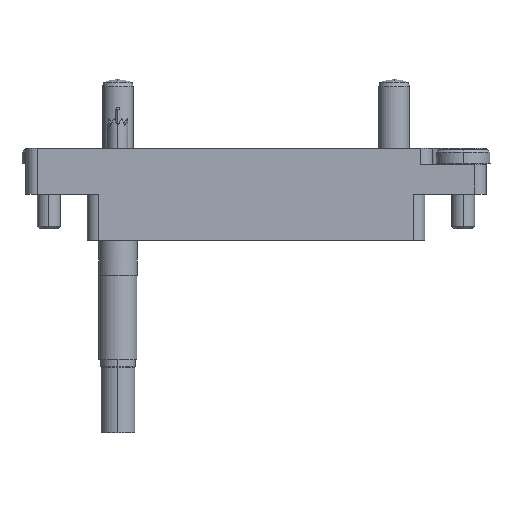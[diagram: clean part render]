
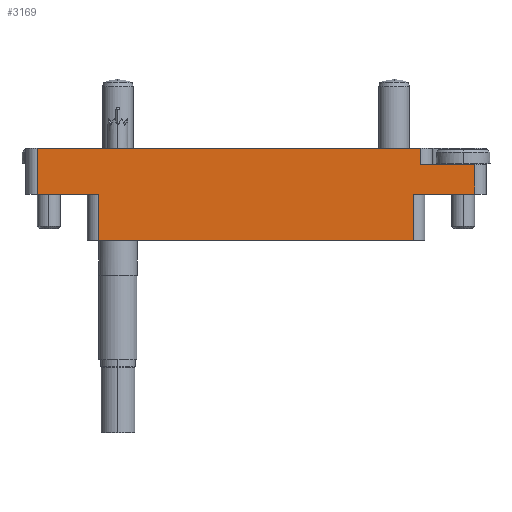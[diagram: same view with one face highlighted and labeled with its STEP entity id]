
A CAD part, left-side view. The second image highlights one B-rep face of the part: STEP entity #3169.
In plain terms, the highlighted face is planar.
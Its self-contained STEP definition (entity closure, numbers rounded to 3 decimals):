
#573 = CARTESIAN_POINT ( 'NONE',  ( -20.5, -6., 14.35 ) ) ;
#1244 = VECTOR ( 'NONE', #8519, 1000. ) ;
#1837 = VERTEX_POINT ( 'NONE', #573 ) ;
#3169 = ADVANCED_FACE ( 'NONE', ( #17253 ), #13697, .F. ) ;
#3464 = EDGE_CURVE ( 'NONE', #11174, #25468, #19964, .T. ) ;
#3517 = VECTOR ( 'NONE', #22722, 1000. ) ;
#3628 = LINE ( 'NONE', #25694, #23310 ) ;
#3679 = ORIENTED_EDGE ( 'NONE', *, *, #20050, .F. ) ;
#4513 = EDGE_CURVE ( 'NONE', #25571, #6811, #13287, .T. ) ;
#4681 = LINE ( 'NONE', #22511, #1244 ) ;
#4772 = EDGE_CURVE ( 'NONE', #18928, #25220, #4681, .T. ) ;
#5156 = LINE ( 'NONE', #21642, #24716 ) ;
#5266 = DIRECTION ( 'NONE',  ( -1., 0., 0. ) ) ;
#5411 = LINE ( 'NONE', #17274, #18776 ) ;
#5652 = DIRECTION ( 'NONE',  ( 0., 0., -1. ) ) ;
#6376 = CARTESIAN_POINT ( 'NONE',  ( 28.5, 0., 14.35 ) ) ;
#6404 = ORIENTED_EDGE ( 'NONE', *, *, #3464, .T. ) ;
#6604 = LINE ( 'NONE', #14647, #18619 ) ;
#6811 = VERTEX_POINT ( 'NONE', #10064 ) ;
#6862 = CARTESIAN_POINT ( 'NONE',  ( 21.5, 0., 14.35 ) ) ;
#7337 = ORIENTED_EDGE ( 'NONE', *, *, #23841, .F. ) ;
#7345 = CARTESIAN_POINT ( 'NONE',  ( 20.5, 0., 14.35 ) ) ;
#7395 = DIRECTION ( 'NONE',  ( -1., 0., 0. ) ) ;
#7760 = ORIENTED_EDGE ( 'NONE', *, *, #11473, .F. ) ;
#8078 = CARTESIAN_POINT ( 'NONE',  ( 20.5, -6., 14.35 ) ) ;
#8100 = ORIENTED_EDGE ( 'NONE', *, *, #4513, .T. ) ;
#8259 = VECTOR ( 'NONE', #22868, 1000. ) ;
#8519 = DIRECTION ( 'NONE',  ( 0., 1., 0. ) ) ;
#8669 = ORIENTED_EDGE ( 'NONE', *, *, #4772, .T. ) ;
#8903 = VERTEX_POINT ( 'NONE', #19948 ) ;
#9334 = CARTESIAN_POINT ( 'NONE',  ( 20.5, 0., 14.35 ) ) ;
#9717 = DIRECTION ( 'NONE',  ( 0., -1., 0. ) ) ;
#10064 = CARTESIAN_POINT ( 'NONE',  ( -28.5, 0., 14.35 ) ) ;
#10503 = CARTESIAN_POINT ( 'NONE',  ( -28.5, 6., 14.35 ) ) ;
#11174 = VERTEX_POINT ( 'NONE', #8078 ) ;
#11326 = VERTEX_POINT ( 'NONE', #20996 ) ;
#11378 = VECTOR ( 'NONE', #9717, 1000. ) ;
#11428 = EDGE_CURVE ( 'NONE', #11174, #1837, #5156, .T. ) ;
#11473 = EDGE_CURVE ( 'NONE', #25571, #11326, #5411, .T. ) ;
#11697 = CARTESIAN_POINT ( 'NONE',  ( 30., 0., 14.35 ) ) ;
#12262 = ORIENTED_EDGE ( 'NONE', *, *, #11428, .F. ) ;
#12984 = AXIS2_PLACEMENT_3D ( 'NONE', #23225, #5652, #5266 ) ;
#13287 = LINE ( 'NONE', #23584, #11378 ) ;
#13697 = PLANE ( 'NONE',  #12984 ) ;
#14647 = CARTESIAN_POINT ( 'NONE',  ( -20.5, 0., 14.35 ) ) ;
#14653 = LINE ( 'NONE', #6862, #3517 ) ;
#14771 = EDGE_CURVE ( 'NONE', #15968, #1837, #6604, .T. ) ;
#14864 = CARTESIAN_POINT ( 'NONE',  ( 28.5, 3.9, 14.35 ) ) ;
#15110 = VECTOR ( 'NONE', #21859, 1000. ) ;
#15553 = DIRECTION ( 'NONE',  ( 1., 0., 0. ) ) ;
#15832 = EDGE_CURVE ( 'NONE', #8903, #11326, #14653, .T. ) ;
#15968 = VERTEX_POINT ( 'NONE', #23512 ) ;
#15986 = ORIENTED_EDGE ( 'NONE', *, *, #14771, .T. ) ;
#17253 = FACE_OUTER_BOUND ( 'NONE', #25273, .T. ) ;
#17274 = CARTESIAN_POINT ( 'NONE',  ( -30., 6., 14.35 ) ) ;
#18619 = VECTOR ( 'NONE', #20328, 1000. ) ;
#18761 = CARTESIAN_POINT ( 'NONE',  ( 30., 0., 14.35 ) ) ;
#18776 = VECTOR ( 'NONE', #15553, 1000. ) ;
#18928 = VERTEX_POINT ( 'NONE', #6376 ) ;
#19352 = DIRECTION ( 'NONE',  ( 0., 1., 0. ) ) ;
#19478 = DIRECTION ( 'NONE',  ( 1., 0., 0. ) ) ;
#19948 = CARTESIAN_POINT ( 'NONE',  ( 21.5, 3.9, 14.35 ) ) ;
#19964 = LINE ( 'NONE', #7345, #24392 ) ;
#20050 = EDGE_CURVE ( 'NONE', #18928, #25468, #22606, .T. ) ;
#20328 = DIRECTION ( 'NONE',  ( 0., -1., 0. ) ) ;
#20996 = CARTESIAN_POINT ( 'NONE',  ( 21.5, 6., 14.35 ) ) ;
#21251 = LINE ( 'NONE', #11697, #15110 ) ;
#21642 = CARTESIAN_POINT ( 'NONE',  ( -22., -6., 14.35 ) ) ;
#21859 = DIRECTION ( 'NONE',  ( -1., 0., 0. ) ) ;
#22511 = CARTESIAN_POINT ( 'NONE',  ( 28.5, 3.9, 14.35 ) ) ;
#22606 = LINE ( 'NONE', #18761, #8259 ) ;
#22722 = DIRECTION ( 'NONE',  ( 0., 1., 0. ) ) ;
#22868 = DIRECTION ( 'NONE',  ( -1., 0., 0. ) ) ;
#23225 = CARTESIAN_POINT ( 'NONE',  ( -30., 0., 14.35 ) ) ;
#23310 = VECTOR ( 'NONE', #19478, 1000. ) ;
#23360 = ORIENTED_EDGE ( 'NONE', *, *, #15832, .T. ) ;
#23512 = CARTESIAN_POINT ( 'NONE',  ( -20.5, 0., 14.35 ) ) ;
#23584 = CARTESIAN_POINT ( 'NONE',  ( -28.5, 0., 14.35 ) ) ;
#23841 = EDGE_CURVE ( 'NONE', #15968, #6811, #21251, .T. ) ;
#24392 = VECTOR ( 'NONE', #19352, 1000. ) ;
#24716 = VECTOR ( 'NONE', #7395, 1000. ) ;
#25220 = VERTEX_POINT ( 'NONE', #14864 ) ;
#25227 = ORIENTED_EDGE ( 'NONE', *, *, #25338, .F. ) ;
#25273 = EDGE_LOOP ( 'NONE', ( #12262, #6404, #3679, #8669, #25227, #23360, #7760, #8100, #7337, #15986 ) ) ;
#25338 = EDGE_CURVE ( 'NONE', #8903, #25220, #3628, .T. ) ;
#25468 = VERTEX_POINT ( 'NONE', #9334 ) ;
#25571 = VERTEX_POINT ( 'NONE', #10503 ) ;
#25694 = CARTESIAN_POINT ( 'NONE',  ( 30., 3.9, 14.35 ) ) ;
